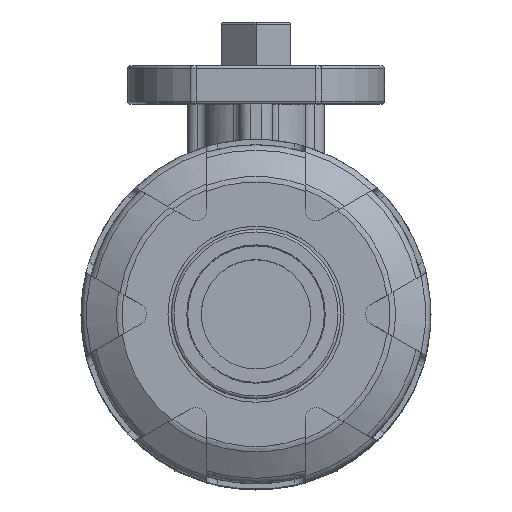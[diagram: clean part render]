
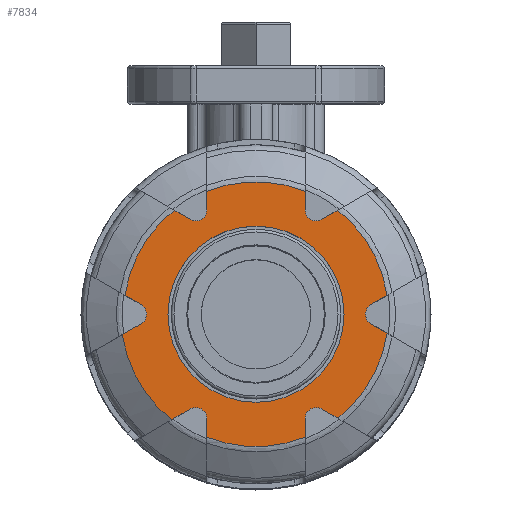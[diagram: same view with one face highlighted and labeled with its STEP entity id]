
A CAD part, top view. The second image highlights one B-rep face of the part: STEP entity #7834.
In plain terms, the highlighted planar face has unit normal (0, 0, 1).
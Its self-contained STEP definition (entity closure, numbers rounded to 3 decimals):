
#501=LINE('',#14398,#971);
#509=LINE('',#14468,#979);
#540=LINE('',#14719,#1010);
#541=LINE('',#14723,#1011);
#542=LINE('',#14727,#1012);
#543=LINE('',#14731,#1013);
#544=LINE('',#14735,#1014);
#545=LINE('',#14739,#1015);
#546=LINE('',#14743,#1016);
#547=LINE('',#14747,#1017);
#548=LINE('',#14751,#1018);
#549=LINE('',#14756,#1019);
#971=VECTOR('',#10246,10.);
#979=VECTOR('',#10264,10.);
#1010=VECTOR('',#10367,10.);
#1011=VECTOR('',#10370,10.);
#1012=VECTOR('',#10373,10.);
#1013=VECTOR('',#10376,10.);
#1014=VECTOR('',#10379,10.);
#1015=VECTOR('',#10382,10.);
#1016=VECTOR('',#10385,10.);
#1017=VECTOR('',#10388,10.);
#1018=VECTOR('',#10391,10.);
#1019=VECTOR('',#10398,10.);
#1082=FACE_BOUND('',#2402,.T.);
#1936=FACE_OUTER_BOUND('',#2401,.T.);
#2401=EDGE_LOOP('',(#6554,#6555,#6556,#6557,#6558,#6559,#6560,#6561,#6562,
#6563,#6564,#6565,#6566,#6567,#6568,#6569,#6570,#6571,#6572,#6573,#6574,
#6575,#6576,#6577));
#2402=EDGE_LOOP('',(#6578));
#2702=CIRCLE('',#8364,16.1);
#2776=CIRCLE('',#8550,24.196);
#2778=CIRCLE('',#8553,2.);
#2779=CIRCLE('',#8554,24.732);
#2780=CIRCLE('',#8555,2.);
#2781=CIRCLE('',#8556,24.196);
#2782=CIRCLE('',#8557,2.);
#2783=CIRCLE('',#8558,24.196);
#2784=CIRCLE('',#8559,2.);
#2785=CIRCLE('',#8560,24.196);
#2786=CIRCLE('',#8561,2.);
#2787=CIRCLE('',#8562,24.196);
#2788=CIRCLE('',#8563,2.);
#3279=VERTEX_POINT('',#13492);
#3416=VERTEX_POINT('',#14390);
#3417=VERTEX_POINT('',#14397);
#3429=VERTEX_POINT('',#14465);
#3430=VERTEX_POINT('',#14467);
#3466=VERTEX_POINT('',#14700);
#3467=VERTEX_POINT('',#14707);
#3469=VERTEX_POINT('',#14718);
#3470=VERTEX_POINT('',#14720);
#3471=VERTEX_POINT('',#14722);
#3472=VERTEX_POINT('',#14724);
#3473=VERTEX_POINT('',#14726);
#3474=VERTEX_POINT('',#14728);
#3475=VERTEX_POINT('',#14730);
#3476=VERTEX_POINT('',#14732);
#3477=VERTEX_POINT('',#14734);
#3478=VERTEX_POINT('',#14736);
#3479=VERTEX_POINT('',#14738);
#3480=VERTEX_POINT('',#14740);
#3481=VERTEX_POINT('',#14742);
#3482=VERTEX_POINT('',#14744);
#3483=VERTEX_POINT('',#14746);
#3484=VERTEX_POINT('',#14748);
#3485=VERTEX_POINT('',#14750);
#3486=VERTEX_POINT('',#14754);
#4227=EDGE_CURVE('',#3279,#3279,#2702,.T.);
#4450=EDGE_CURVE('',#3416,#3417,#501,.T.);
#4467=EDGE_CURVE('',#3429,#3430,#509,.T.);
#4525=EDGE_CURVE('',#3466,#3467,#2776,.T.);
#4528=EDGE_CURVE('',#3469,#3466,#540,.T.);
#4529=EDGE_CURVE('',#3470,#3469,#2778,.F.);
#4530=EDGE_CURVE('',#3471,#3470,#541,.T.);
#4531=EDGE_CURVE('',#3472,#3471,#2779,.F.);
#4532=EDGE_CURVE('',#3473,#3472,#542,.T.);
#4533=EDGE_CURVE('',#3474,#3473,#2780,.F.);
#4534=EDGE_CURVE('',#3475,#3474,#543,.T.);
#4535=EDGE_CURVE('',#3476,#3475,#2781,.T.);
#4536=EDGE_CURVE('',#3477,#3476,#544,.T.);
#4537=EDGE_CURVE('',#3478,#3477,#2782,.F.);
#4538=EDGE_CURVE('',#3479,#3478,#545,.T.);
#4539=EDGE_CURVE('',#3480,#3479,#2783,.T.);
#4540=EDGE_CURVE('',#3481,#3480,#546,.T.);
#4541=EDGE_CURVE('',#3482,#3481,#2784,.F.);
#4542=EDGE_CURVE('',#3483,#3482,#547,.T.);
#4543=EDGE_CURVE('',#3484,#3483,#2785,.T.);
#4544=EDGE_CURVE('',#3485,#3484,#548,.T.);
#4545=EDGE_CURVE('',#3417,#3485,#2786,.F.);
#4546=EDGE_CURVE('',#3430,#3416,#2787,.T.);
#4547=EDGE_CURVE('',#3486,#3429,#2788,.F.);
#4548=EDGE_CURVE('',#3467,#3486,#549,.T.);
#6554=ORIENTED_EDGE('',*,*,#4525,.F.);
#6555=ORIENTED_EDGE('',*,*,#4528,.F.);
#6556=ORIENTED_EDGE('',*,*,#4529,.F.);
#6557=ORIENTED_EDGE('',*,*,#4530,.F.);
#6558=ORIENTED_EDGE('',*,*,#4531,.F.);
#6559=ORIENTED_EDGE('',*,*,#4532,.F.);
#6560=ORIENTED_EDGE('',*,*,#4533,.F.);
#6561=ORIENTED_EDGE('',*,*,#4534,.F.);
#6562=ORIENTED_EDGE('',*,*,#4535,.F.);
#6563=ORIENTED_EDGE('',*,*,#4536,.F.);
#6564=ORIENTED_EDGE('',*,*,#4537,.F.);
#6565=ORIENTED_EDGE('',*,*,#4538,.F.);
#6566=ORIENTED_EDGE('',*,*,#4539,.F.);
#6567=ORIENTED_EDGE('',*,*,#4540,.F.);
#6568=ORIENTED_EDGE('',*,*,#4541,.F.);
#6569=ORIENTED_EDGE('',*,*,#4542,.F.);
#6570=ORIENTED_EDGE('',*,*,#4543,.F.);
#6571=ORIENTED_EDGE('',*,*,#4544,.F.);
#6572=ORIENTED_EDGE('',*,*,#4545,.F.);
#6573=ORIENTED_EDGE('',*,*,#4450,.F.);
#6574=ORIENTED_EDGE('',*,*,#4546,.F.);
#6575=ORIENTED_EDGE('',*,*,#4467,.F.);
#6576=ORIENTED_EDGE('',*,*,#4547,.F.);
#6577=ORIENTED_EDGE('',*,*,#4548,.F.);
#6578=ORIENTED_EDGE('',*,*,#4227,.T.);
#7022=PLANE('',#8552);
#7834=ADVANCED_FACE('',(#1936,#1082),#7022,.T.);
#8364=AXIS2_PLACEMENT_3D('',#13493,#9874,#9875);
#8550=AXIS2_PLACEMENT_3D('',#14708,#10361,#10362);
#8552=AXIS2_PLACEMENT_3D('',#14717,#10365,#10366);
#8553=AXIS2_PLACEMENT_3D('',#14721,#10368,#10369);
#8554=AXIS2_PLACEMENT_3D('',#14725,#10371,#10372);
#8555=AXIS2_PLACEMENT_3D('',#14729,#10374,#10375);
#8556=AXIS2_PLACEMENT_3D('',#14733,#10377,#10378);
#8557=AXIS2_PLACEMENT_3D('',#14737,#10380,#10381);
#8558=AXIS2_PLACEMENT_3D('',#14741,#10383,#10384);
#8559=AXIS2_PLACEMENT_3D('',#14745,#10386,#10387);
#8560=AXIS2_PLACEMENT_3D('',#14749,#10389,#10390);
#8561=AXIS2_PLACEMENT_3D('',#14752,#10392,#10393);
#8562=AXIS2_PLACEMENT_3D('',#14753,#10394,#10395);
#8563=AXIS2_PLACEMENT_3D('',#14755,#10396,#10397);
#9874=DIRECTION('center_axis',(0.,0.,-1.));
#9875=DIRECTION('ref_axis',(1.,0.,0.));
#10246=DIRECTION('',(0.,-1.,0.));
#10264=DIRECTION('',(0.,1.,0.));
#10361=DIRECTION('center_axis',(0.,0.,-1.));
#10362=DIRECTION('ref_axis',(-0.866,0.5,0.));
#10365=DIRECTION('center_axis',(0.,0.,1.));
#10366=DIRECTION('ref_axis',(1.,0.,0.));
#10367=DIRECTION('',(-0.866,0.5,0.));
#10368=DIRECTION('center_axis',(0.,0.,-1.));
#10369=DIRECTION('ref_axis',(1.,0.,0.));
#10370=DIRECTION('',(0.866,0.5,0.));
#10371=DIRECTION('center_axis',(0.,0.,1.));
#10372=DIRECTION('ref_axis',(0.5,-0.866,0.));
#10373=DIRECTION('',(-0.866,-0.5,0.));
#10374=DIRECTION('center_axis',(0.,0.,-1.));
#10375=DIRECTION('ref_axis',(0.5,0.866,0.));
#10376=DIRECTION('',(0.,1.,0.));
#10377=DIRECTION('center_axis',(0.,0.,-1.));
#10378=DIRECTION('ref_axis',(0.,-1.,0.));
#10379=DIRECTION('',(0.,-1.,0.));
#10380=DIRECTION('center_axis',(0.,0.,-1.));
#10381=DIRECTION('ref_axis',(-0.5,0.866,0.));
#10382=DIRECTION('',(-0.866,0.5,0.));
#10383=DIRECTION('center_axis',(0.,0.,-1.));
#10384=DIRECTION('ref_axis',(0.866,-0.5,0.));
#10385=DIRECTION('',(0.866,-0.5,0.));
#10386=DIRECTION('center_axis',(0.,0.,-1.));
#10387=DIRECTION('ref_axis',(-1.,0.,0.));
#10388=DIRECTION('',(-0.866,-0.5,0.));
#10389=DIRECTION('center_axis',(0.,0.,-1.));
#10390=DIRECTION('ref_axis',(0.866,0.5,0.));
#10391=DIRECTION('',(0.866,0.5,0.));
#10392=DIRECTION('center_axis',(0.,0.,-1.));
#10393=DIRECTION('ref_axis',(-0.5,-0.866,0.));
#10394=DIRECTION('center_axis',(0.,0.,-1.));
#10395=DIRECTION('ref_axis',(0.,1.,0.));
#10396=DIRECTION('center_axis',(0.,0.,-1.));
#10397=DIRECTION('ref_axis',(0.5,-0.866,0.));
#10398=DIRECTION('',(0.866,-0.5,0.));
#13492=CARTESIAN_POINT('',(-16.1,0.,49.5));
#13493=CARTESIAN_POINT('Origin',(0.,0.,49.5));
#14390=CARTESIAN_POINT('',(9.,22.46,49.5));
#14397=CARTESIAN_POINT('',(9.,19.053,49.5));
#14398=CARTESIAN_POINT('',(9.,140.521,49.5));
#14465=CARTESIAN_POINT('',(-9.,19.053,49.5));
#14467=CARTESIAN_POINT('',(-9.,22.46,49.5));
#14468=CARTESIAN_POINT('',(-9.,140.521,49.5));
#14700=CARTESIAN_POINT('',(-23.951,3.436,49.5));
#14707=CARTESIAN_POINT('',(-14.951,19.024,49.5));
#14708=CARTESIAN_POINT('Origin',(0.,0.,49.5));
#14717=CARTESIAN_POINT('Origin',(0.,0.,49.5));
#14718=CARTESIAN_POINT('',(-21.,1.732,49.5));
#14719=CARTESIAN_POINT('',(-126.195,62.466,49.5));
#14720=CARTESIAN_POINT('',(-21.,-1.732,49.5));
#14721=CARTESIAN_POINT('Origin',(-22.,0.,49.5));
#14722=CARTESIAN_POINT('',(-24.45,-3.724,49.5));
#14723=CARTESIAN_POINT('',(-126.195,-62.466,49.5));
#14724=CARTESIAN_POINT('',(-15.45,-19.312,49.5));
#14725=CARTESIAN_POINT('Origin',(0.,0.,49.5));
#14726=CARTESIAN_POINT('',(-12.,-17.321,49.5));
#14727=CARTESIAN_POINT('',(-117.195,-78.055,49.5));
#14728=CARTESIAN_POINT('',(-9.,-19.053,49.5));
#14729=CARTESIAN_POINT('Origin',(-11.,-19.053,49.5));
#14730=CARTESIAN_POINT('',(-9.,-22.46,49.5));
#14731=CARTESIAN_POINT('',(-9.,-140.521,49.5));
#14732=CARTESIAN_POINT('',(9.,-22.46,49.5));
#14733=CARTESIAN_POINT('Origin',(0.,0.,49.5));
#14734=CARTESIAN_POINT('',(9.,-19.053,49.5));
#14735=CARTESIAN_POINT('',(9.,-140.521,49.5));
#14736=CARTESIAN_POINT('',(12.,-17.321,49.5));
#14737=CARTESIAN_POINT('Origin',(11.,-19.053,49.5));
#14738=CARTESIAN_POINT('',(14.951,-19.024,49.5));
#14739=CARTESIAN_POINT('',(117.195,-78.055,49.5));
#14740=CARTESIAN_POINT('',(23.951,-3.436,49.5));
#14741=CARTESIAN_POINT('Origin',(0.,0.,49.5));
#14742=CARTESIAN_POINT('',(21.,-1.732,49.5));
#14743=CARTESIAN_POINT('',(126.195,-62.466,49.5));
#14744=CARTESIAN_POINT('',(21.,1.732,49.5));
#14745=CARTESIAN_POINT('Origin',(22.,0.,49.5));
#14746=CARTESIAN_POINT('',(23.951,3.436,49.5));
#14747=CARTESIAN_POINT('',(126.195,62.466,49.5));
#14748=CARTESIAN_POINT('',(14.951,19.024,49.5));
#14749=CARTESIAN_POINT('Origin',(0.,0.,49.5));
#14750=CARTESIAN_POINT('',(12.,17.321,49.5));
#14751=CARTESIAN_POINT('',(117.195,78.055,49.5));
#14752=CARTESIAN_POINT('Origin',(11.,19.053,49.5));
#14753=CARTESIAN_POINT('Origin',(0.,0.,49.5));
#14754=CARTESIAN_POINT('',(-12.,17.321,49.5));
#14755=CARTESIAN_POINT('Origin',(-11.,19.053,49.5));
#14756=CARTESIAN_POINT('',(-117.195,78.055,49.5));
